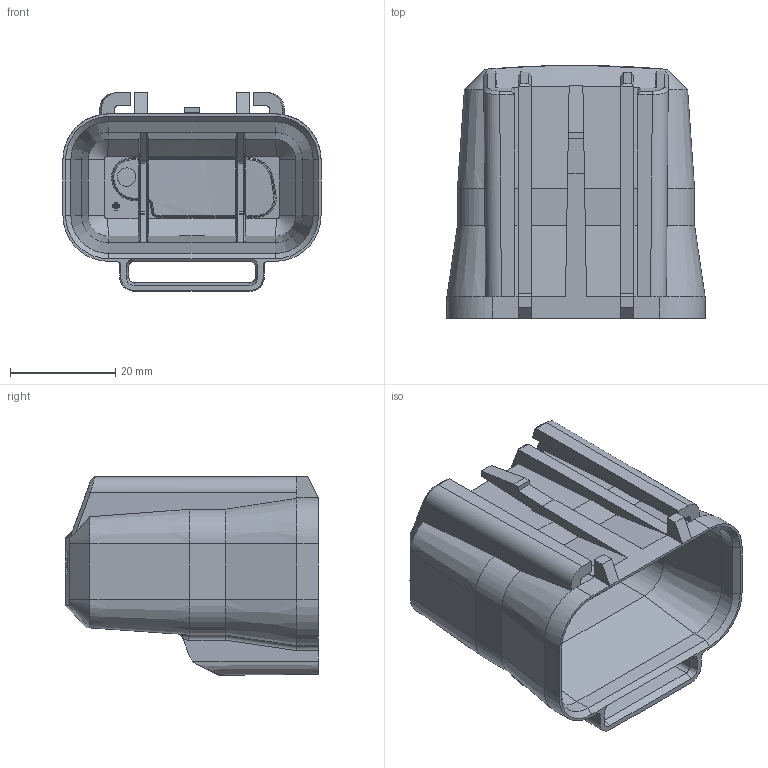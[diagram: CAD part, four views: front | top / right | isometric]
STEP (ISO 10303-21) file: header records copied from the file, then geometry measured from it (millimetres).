
FILE_DESCRIPTION((''),'2;1');
FILE_NAME('SC27-2001A-B001_NCF_ASM','2024-09-12T09:11:35',('20077268'),(''),'CREO PARAMETRIC BY PTC INC, 2024014','CREO PARAMETRIC BY PTC INC, 2024014','');
FILE_SCHEMA(('CONFIG_CONTROL_DESIGN'));
Length unit declared in the file: millimetre
Products named in the file (2): PC27-2001A-B001_NCF; SC27-2001A-B001_NCF_ASM
Assembly tree (1 placements, depth 2):
  SC27-2001A-B001_NCF_ASM
    PC27-2001A-B001_NCF
Bounding box: 49 x 48 x 37.67 mm (x, y, z)
Volume: 13547.9 mm3; surface area: 17050.7 mm2
Topology: 1 solids, 1 shells, 490 faces, 1209 edges, 727 vertices
Faces by surface type: plane 224, cylinder 133, bspline 70, cone 26, torus 22, sphere 8, extrusion 7
Entity records: 18491 total; most frequent: CARTESIAN_POINT 7579, ORIENTED_EDGE 2418, DIRECTION 2014, EDGE_CURVE 1209, VERTEX_POINT 727, AXIS2_PLACEMENT_3D 677, VECTOR 660, LINE 653
